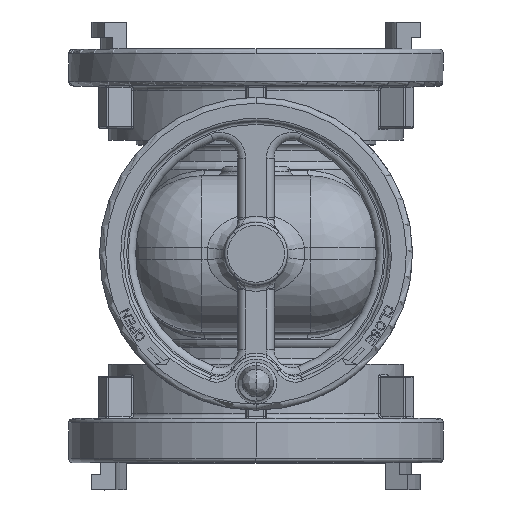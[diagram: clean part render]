
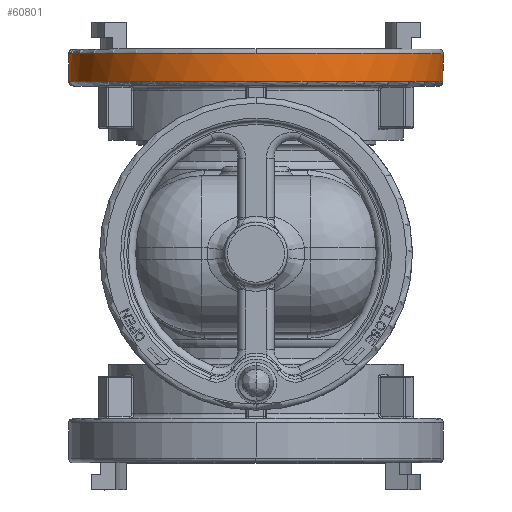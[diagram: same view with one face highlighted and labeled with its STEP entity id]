
A CAD part, top view. The second image highlights one B-rep face of the part: STEP entity #60801.
In plain terms, the highlighted cylindrical face has radius 98.822 mm (diameter 197.644 mm), a partial arc.
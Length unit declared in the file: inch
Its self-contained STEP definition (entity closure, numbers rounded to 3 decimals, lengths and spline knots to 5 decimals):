
#57808=CARTESIAN_POINT('',(0.,4.17164,-8.79925));
#57809=DIRECTION('',(0.,-1.,0.));
#57810=DIRECTION('',(0.,0.,1.));
#57811=AXIS2_PLACEMENT_3D('',#57808,#57809,#57810);
#57813=CARTESIAN_POINT('',(0.,4.17164,-8.79925));
#57814=DIRECTION('',(0.,-1.,0.));
#57815=DIRECTION('',(0.,0.,-1.));
#57816=AXIS2_PLACEMENT_3D('',#57813,#57814,#57815);
#57818=CARTESIAN_POINT('',(0.,4.17164,-8.79925));
#57819=DIRECTION('',(0.,-1.,0.));
#57820=DIRECTION('',(-0.033,0.,-0.999));
#57821=AXIS2_PLACEMENT_3D('',#57818,#57819,#57820);
#57839=CARTESIAN_POINT('',(0.,3.59202,-8.79925));
#57840=DIRECTION('',(0.,1.,0.));
#57841=DIRECTION('',(-0.189,0.,-0.982));
#57842=AXIS2_PLACEMENT_3D('',#57839,#57840,#57841);
#58005=DIRECTION('',(0.,1.,0.));
#58006=VECTOR('',#58005,0.57963);
#58007=CARTESIAN_POINT('',(-0.12877,3.59202,
-12.68774));
#58008=LINE('',#58007,#58006);
#58038=DIRECTION('',(0.,1.,0.));
#58039=VECTOR('',#58038,0.57963);
#58040=CARTESIAN_POINT('',(-0.73373,3.59202,
-12.62006));
#58041=LINE('',#58040,#58039);
#60141=CARTESIAN_POINT('',(-0.12877,3.59202,
-12.68774));
#60142=CARTESIAN_POINT('',(-0.12877,4.17164,
-12.68774));
#60143=VERTEX_POINT('',#60141);
#60144=VERTEX_POINT('',#60142);
#60145=CARTESIAN_POINT('',(-0.73373,3.59202,
-12.62006));
#60146=CARTESIAN_POINT('',(-0.73373,4.17164,
-12.62006));
#60147=VERTEX_POINT('',#60145);
#60148=VERTEX_POINT('',#60146);
#60539=CARTESIAN_POINT('',(0.,4.17164,-12.68988));
#60540=CARTESIAN_POINT('',(0.,4.17164,-4.90863));
#60541=VERTEX_POINT('',#60539);
#60542=VERTEX_POINT('',#60540);
#60783=CARTESIAN_POINT('',(0.,2.27949,-8.79925));
#60784=DIRECTION('',(0.,1.,0.));
#60785=DIRECTION('',(0.,0.,1.));
#60786=AXIS2_PLACEMENT_3D('',#60783,#60784,#60785);
#60787=CYLINDRICAL_SURFACE('',#60786,3.89063);
#60789=ORIENTED_EDGE('',*,*,#60788,.F.);
#60791=ORIENTED_EDGE('',*,*,#60790,.T.);
#60793=ORIENTED_EDGE('',*,*,#60792,.F.);
#60794=ORIENTED_EDGE('',*,*,#60773,.F.);
#60796=ORIENTED_EDGE('',*,*,#60795,.F.);
#60798=ORIENTED_EDGE('',*,*,#60797,.F.);
#60799=EDGE_LOOP('',(#60789,#60791,#60793,#60794,#60796,#60798));
#60800=FACE_OUTER_BOUND('',#60799,.F.);
#57812=CIRCLE('',#57811,3.89063);
#57817=CIRCLE('',#57816,3.89063);
#57822=CIRCLE('',#57821,3.89063);
#57843=CIRCLE('',#57842,3.89063);
#60773=EDGE_CURVE('',#60541,#60542,#57817,.T.);
#60788=EDGE_CURVE('',#60147,#60143,#57843,.T.);
#60790=EDGE_CURVE('',#60147,#60148,#58041,.T.);
#60792=EDGE_CURVE('',#60542,#60148,#57812,.T.);
#60795=EDGE_CURVE('',#60144,#60541,#57822,.T.);
#60797=EDGE_CURVE('',#60143,#60144,#58008,.T.);
#60801=ADVANCED_FACE('',(#60800),#60787,.T.);
